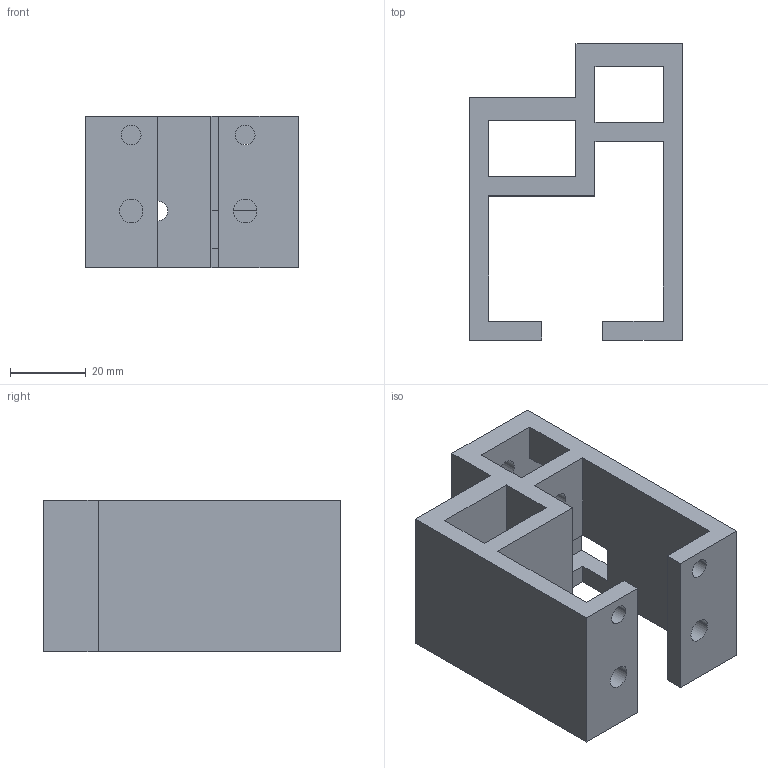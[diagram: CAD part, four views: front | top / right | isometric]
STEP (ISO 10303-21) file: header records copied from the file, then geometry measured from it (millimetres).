
FILE_DESCRIPTION (( 'STEP AP214' ), '1' );
FILE_NAME ('Front Right Idler Mount.step', '2019-11-11T12:27:00', ( '' ), ( '' ), 'SwSTEP 2.0', 'SolidWorks 2019', '' );
FILE_SCHEMA (( 'AUTOMOTIVE_DESIGN' ));
Length unit declared in the file: millimetre
Products named in the file (1): Front Right Idler Mount
Bounding box: 56 x 78.05 x 40 mm (x, y, z)
Volume: 56150.1 mm3; surface area: 26067.8 mm2
Topology: 1 solids, 1 shells, 56 faces, 176 edges, 116 vertices
Faces by surface type: plane 36, cylinder 16, cone 4
Entity records: 2034 total; most frequent: ORIENTED_EDGE 352, CARTESIAN_POINT 349, DIRECTION 326, EDGE_CURVE 176, VECTOR 140, LINE 140, VERTEX_POINT 116, AXIS2_PLACEMENT_3D 93
